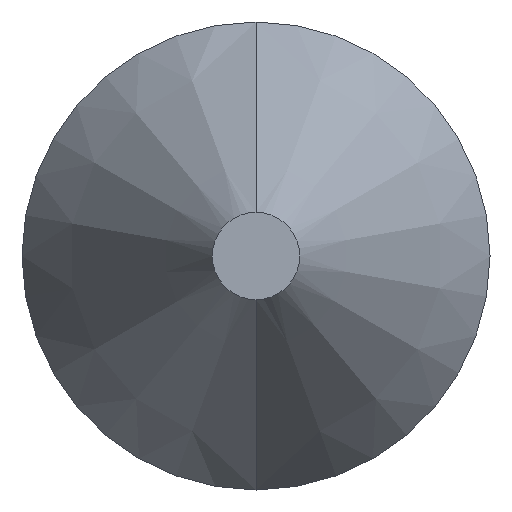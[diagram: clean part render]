
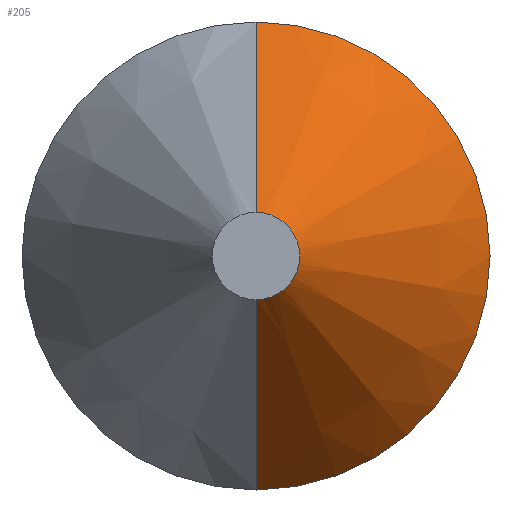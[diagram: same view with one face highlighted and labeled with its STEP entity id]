
A CAD part, front view. The second image highlights one B-rep face of the part: STEP entity #205.
In plain terms, the highlighted conical face has half-angle 30 degrees and reference radius 0.889 mm.
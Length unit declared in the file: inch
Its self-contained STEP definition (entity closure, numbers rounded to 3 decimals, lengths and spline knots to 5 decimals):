
#2 = LINE ( 'NONE', #25, #10 ) ;
#10 = VECTOR ( 'NONE', #193, 39.37008 ) ;
#18 = DIRECTION ( 'NONE',  ( 0., -1., 0. ) ) ;
#25 = CARTESIAN_POINT ( 'NONE',  ( 0., 0., 0.035 ) ) ;
#27 = DIRECTION ( 'NONE',  ( 0., 0., -1. ) ) ;
#43 = EDGE_CURVE ( 'NONE', #168, #121, #280, .T. ) ;
#53 = DIRECTION ( 'NONE',  ( 0., 0., -1. ) ) ;
#64 = EDGE_CURVE ( 'NONE', #121, #166, #2, .T. ) ;
#85 = AXIS2_PLACEMENT_3D ( 'NONE', #278, #18, #27 ) ;
#119 = ORIENTED_EDGE ( 'NONE', *, *, #161, .T. ) ;
#121 = VERTEX_POINT ( 'NONE', #192 ) ;
#122 = EDGE_CURVE ( 'NONE', #168, #143, #237, .T. ) ;
#125 = CARTESIAN_POINT ( 'NONE',  ( 0., 0., 0. ) ) ;
#128 = CARTESIAN_POINT ( 'NONE',  ( 0., 0.26414, 0.1875 ) ) ;
#129 = VECTOR ( 'NONE', #215, 39.37008 ) ;
#143 = VERTEX_POINT ( 'NONE', #146 ) ;
#145 = EDGE_LOOP ( 'NONE', ( #236, #187, #119, #304 ) ) ;
#146 = CARTESIAN_POINT ( 'NONE',  ( 0., 0.26414, -0.1875 ) ) ;
#161 = EDGE_CURVE ( 'NONE', #143, #166, #181, .T. ) ;
#163 = AXIS2_PLACEMENT_3D ( 'NONE', #125, #223, #53 ) ;
#166 = VERTEX_POINT ( 'NONE', #128 ) ;
#168 = VERTEX_POINT ( 'NONE', #276 ) ;
#172 = CONICAL_SURFACE ( 'NONE', #255, 0.035, 0.524 ) ;
#177 = CARTESIAN_POINT ( 'NONE',  ( 0., 0., 0. ) ) ;
#181 = CIRCLE ( 'NONE', #85, 0.1875 ) ;
#187 = ORIENTED_EDGE ( 'NONE', *, *, #122, .T. ) ;
#192 = CARTESIAN_POINT ( 'NONE',  ( 0., 0., 0.035 ) ) ;
#193 = DIRECTION ( 'NONE',  ( 0., 0.866, 0.5 ) ) ;
#200 = FACE_OUTER_BOUND ( 'NONE', #145, .T. ) ;
#205 = ADVANCED_FACE ( 'NONE', ( #200 ), #172, .T. ) ;
#210 = DIRECTION ( 'NONE',  ( 0., 0., 1. ) ) ;
#215 = DIRECTION ( 'NONE',  ( 0., 0.866, -0.5 ) ) ;
#223 = DIRECTION ( 'NONE',  ( 0., -1., 0. ) ) ;
#236 = ORIENTED_EDGE ( 'NONE', *, *, #43, .F. ) ;
#237 = LINE ( 'NONE', #303, #129 ) ;
#255 = AXIS2_PLACEMENT_3D ( 'NONE', #177, #288, #210 ) ;
#276 = CARTESIAN_POINT ( 'NONE',  ( 0., 0., -0.035 ) ) ;
#278 = CARTESIAN_POINT ( 'NONE',  ( 0., 0.26414, 0. ) ) ;
#280 = CIRCLE ( 'NONE', #163, 0.035 ) ;
#288 = DIRECTION ( 'NONE',  ( 0., 1., 0. ) ) ;
#303 = CARTESIAN_POINT ( 'NONE',  ( 0., 0., -0.035 ) ) ;
#304 = ORIENTED_EDGE ( 'NONE', *, *, #64, .F. ) ;
